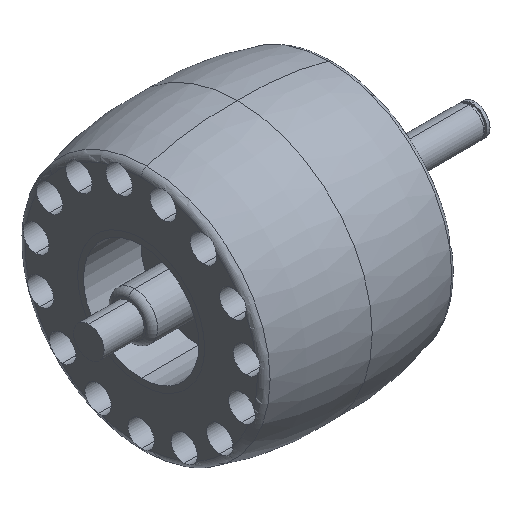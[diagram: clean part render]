
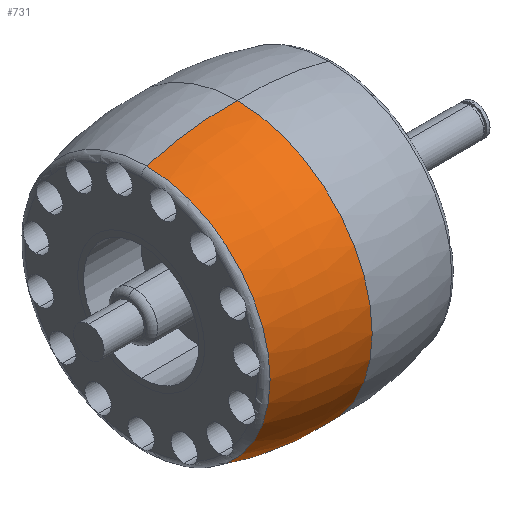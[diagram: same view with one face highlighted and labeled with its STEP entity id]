
A CAD part, isometric view. The second image highlights one B-rep face of the part: STEP entity #731.
In plain terms, the highlighted toroidal (fillet/blend) face has major radius 40.191 mm and minor radius 75.238 mm.
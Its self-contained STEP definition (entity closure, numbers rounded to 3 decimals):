
#41 = EDGE_CURVE ( 'NONE', #3813, #2804, #1068, .T. ) ;
#186 = CARTESIAN_POINT ( 'NONE',  ( -23.607, 0., -32.074 ) ) ;
#279 = AXIS2_PLACEMENT_3D ( 'NONE', #3731, #905, #1812 ) ;
#378 = DIRECTION ( 'NONE',  ( 0., 0., 1. ) ) ;
#423 = CIRCLE ( 'NONE', #2292, 75.238 ) ;
#450 = EDGE_CURVE ( 'NONE', #3813, #1382, #3620, .T. ) ;
#604 = FACE_OUTER_BOUND ( 'NONE', #2738, .T. ) ;
#623 = EDGE_CURVE ( 'NONE', #1382, #2979, #423, .T. ) ;
#731 = ADVANCED_FACE ( 'NONE', ( #604 ), #3142, .T. ) ;
#905 = DIRECTION ( 'NONE',  ( -1., 0., 0. ) ) ;
#1026 = ORIENTED_EDGE ( 'NONE', *, *, #41, .F. ) ;
#1068 = CIRCLE ( 'NONE', #1981, 75.238 ) ;
#1143 = AXIS2_PLACEMENT_3D ( 'NONE', #1447, #1223, #2722 ) ;
#1149 = DIRECTION ( 'NONE',  ( 0., -1., 0. ) ) ;
#1223 = DIRECTION ( 'NONE',  ( -1., 0., 0. ) ) ;
#1382 = VERTEX_POINT ( 'NONE', #2465 ) ;
#1447 = CARTESIAN_POINT ( 'NONE',  ( 0., 0., 0. ) ) ;
#1537 = CARTESIAN_POINT ( 'NONE',  ( 0., 0., -35. ) ) ;
#1608 = ORIENTED_EDGE ( 'NONE', *, *, #450, .T. ) ;
#1812 = DIRECTION ( 'NONE',  ( 0., 0., 1. ) ) ;
#1921 = EDGE_CURVE ( 'NONE', #2804, #2979, #3422, .T. ) ;
#1981 = AXIS2_PLACEMENT_3D ( 'NONE', #2670, #3942, #378 ) ;
#2143 = CARTESIAN_POINT ( 'NONE',  ( -2.665, 0., -40.191 ) ) ;
#2149 = DIRECTION ( 'NONE',  ( 0., 0., -1. ) ) ;
#2292 = AXIS2_PLACEMENT_3D ( 'NONE', #2143, #1149, #2149 ) ;
#2465 = CARTESIAN_POINT ( 'NONE',  ( 0., 0., 35. ) ) ;
#2670 = CARTESIAN_POINT ( 'NONE',  ( -2.665, 0., 40.191 ) ) ;
#2722 = DIRECTION ( 'NONE',  ( 0., 0., 1. ) ) ;
#2738 = EDGE_LOOP ( 'NONE', ( #1026, #1608, #4097, #3623 ) ) ;
#2804 = VERTEX_POINT ( 'NONE', #186 ) ;
#2879 = DIRECTION ( 'NONE',  ( 0., 0., 1. ) ) ;
#2979 = VERTEX_POINT ( 'NONE', #3530 ) ;
#3142 = TOROIDAL_SURFACE ( 'NONE', #3332, -40.191, 75.238 ) ;
#3332 = AXIS2_PLACEMENT_3D ( 'NONE', #3796, #4141, #2879 ) ;
#3422 = CIRCLE ( 'NONE', #279, 32.074 ) ;
#3530 = CARTESIAN_POINT ( 'NONE',  ( -23.607, 0., 32.074 ) ) ;
#3620 = CIRCLE ( 'NONE', #1143, 35. ) ;
#3623 = ORIENTED_EDGE ( 'NONE', *, *, #1921, .F. ) ;
#3731 = CARTESIAN_POINT ( 'NONE',  ( -23.607, 0., 0. ) ) ;
#3796 = CARTESIAN_POINT ( 'NONE',  ( -2.665, 0., 0. ) ) ;
#3813 = VERTEX_POINT ( 'NONE', #1537 ) ;
#3942 = DIRECTION ( 'NONE',  ( 0., 1., 0. ) ) ;
#4097 = ORIENTED_EDGE ( 'NONE', *, *, #623, .T. ) ;
#4141 = DIRECTION ( 'NONE',  ( -1., 0., 0. ) ) ;
